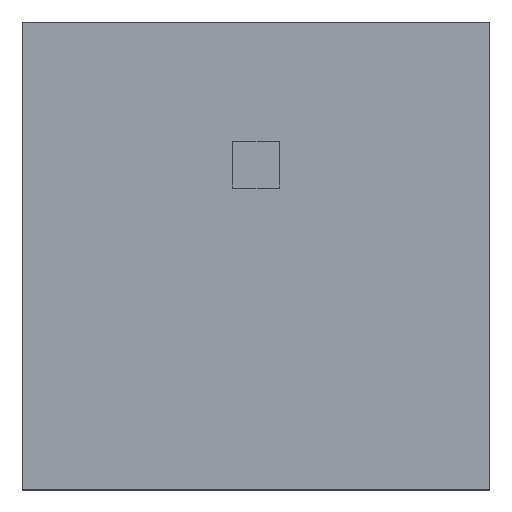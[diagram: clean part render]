
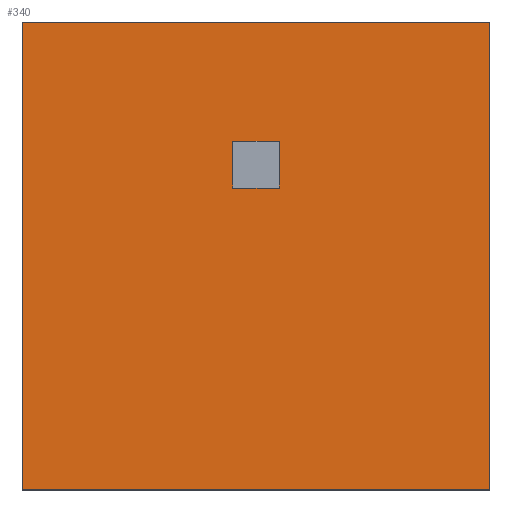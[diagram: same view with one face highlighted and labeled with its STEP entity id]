
A CAD part, top view. The second image highlights one B-rep face of the part: STEP entity #340.
In plain terms, the highlighted planar face has unit normal (0, 0, 1).
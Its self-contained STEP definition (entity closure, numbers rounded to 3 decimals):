
#24 = VERTEX_POINT('',#25);
#25 = CARTESIAN_POINT('',(-1.,-1.,0.7));
#31 = EDGE_CURVE('',#24,#32,#34,.T.);
#32 = VERTEX_POINT('',#33);
#33 = CARTESIAN_POINT('',(1.,-1.,0.7));
#34 = LINE('',#35,#36);
#35 = CARTESIAN_POINT('',(-1.,-1.,0.7));
#36 = VECTOR('',#37,1.);
#37 = DIRECTION('',(1.,0.,0.));
#64 = VERTEX_POINT('',#65);
#65 = CARTESIAN_POINT('',(-1.,1.,0.7));
#71 = EDGE_CURVE('',#64,#24,#72,.T.);
#72 = LINE('',#73,#74);
#73 = CARTESIAN_POINT('',(-1.,1.,0.7));
#74 = VECTOR('',#75,1.);
#75 = DIRECTION('',(0.,-1.,0.));
#93 = EDGE_CURVE('',#32,#94,#96,.T.);
#94 = VERTEX_POINT('',#95);
#95 = CARTESIAN_POINT('',(1.,1.,0.7));
#96 = LINE('',#97,#98);
#97 = CARTESIAN_POINT('',(1.,-1.,0.7));
#98 = VECTOR('',#99,1.);
#99 = DIRECTION('',(0.,1.,0.));
#340 = ADVANCED_FACE('',(#341,#352),#386,.T.);
#341 = FACE_BOUND('',#342,.T.);
#342 = EDGE_LOOP('',(#343,#344,#345,#351));
#343 = ORIENTED_EDGE('',*,*,#31,.T.);
#344 = ORIENTED_EDGE('',*,*,#93,.T.);
#345 = ORIENTED_EDGE('',*,*,#346,.T.);
#346 = EDGE_CURVE('',#94,#64,#347,.T.);
#347 = LINE('',#348,#349);
#348 = CARTESIAN_POINT('',(1.,1.,0.7));
#349 = VECTOR('',#350,1.);
#350 = DIRECTION('',(-1.,0.,0.));
#351 = ORIENTED_EDGE('',*,*,#71,.T.);
#352 = FACE_BOUND('',#353,.T.);
#353 = EDGE_LOOP('',(#354,#364,#372,#380));
#354 = ORIENTED_EDGE('',*,*,#355,.F.);
#355 = EDGE_CURVE('',#356,#358,#360,.T.);
#356 = VERTEX_POINT('',#357);
#357 = CARTESIAN_POINT('',(-0.1,0.29,0.7));
#358 = VERTEX_POINT('',#359);
#359 = CARTESIAN_POINT('',(0.1,0.29,0.7));
#360 = LINE('',#361,#362);
#361 = CARTESIAN_POINT('',(-0.1,0.29,0.7));
#362 = VECTOR('',#363,1.);
#363 = DIRECTION('',(1.,0.,0.));
#364 = ORIENTED_EDGE('',*,*,#365,.F.);
#365 = EDGE_CURVE('',#366,#356,#368,.T.);
#366 = VERTEX_POINT('',#367);
#367 = CARTESIAN_POINT('',(-0.1,0.49,0.7));
#368 = LINE('',#369,#370);
#369 = CARTESIAN_POINT('',(-0.1,0.49,0.7));
#370 = VECTOR('',#371,1.);
#371 = DIRECTION('',(0.,-1.,0.));
#372 = ORIENTED_EDGE('',*,*,#373,.F.);
#373 = EDGE_CURVE('',#374,#366,#376,.T.);
#374 = VERTEX_POINT('',#375);
#375 = CARTESIAN_POINT('',(0.1,0.49,0.7));
#376 = LINE('',#377,#378);
#377 = CARTESIAN_POINT('',(0.1,0.49,0.7));
#378 = VECTOR('',#379,1.);
#379 = DIRECTION('',(-1.,0.,0.));
#380 = ORIENTED_EDGE('',*,*,#381,.F.);
#381 = EDGE_CURVE('',#358,#374,#382,.T.);
#382 = LINE('',#383,#384);
#383 = CARTESIAN_POINT('',(0.1,0.29,0.7));
#384 = VECTOR('',#385,1.);
#385 = DIRECTION('',(0.,1.,0.));
#386 = PLANE('',#387);
#387 = AXIS2_PLACEMENT_3D('',#388,#389,#390);
#388 = CARTESIAN_POINT('',(0.,0.,0.7));
#389 = DIRECTION('',(0.,0.,1.));
#390 = DIRECTION('',(1.,0.,0.));
